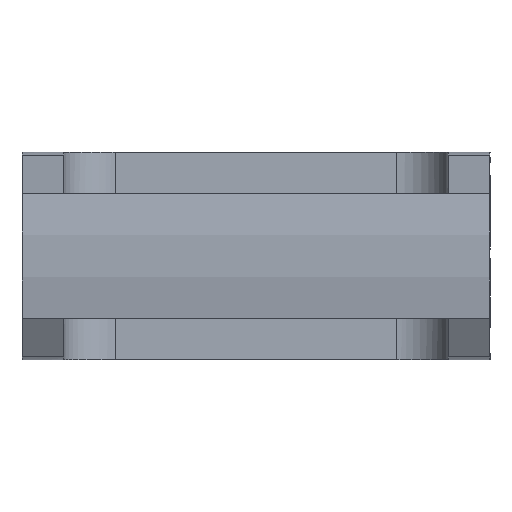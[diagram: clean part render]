
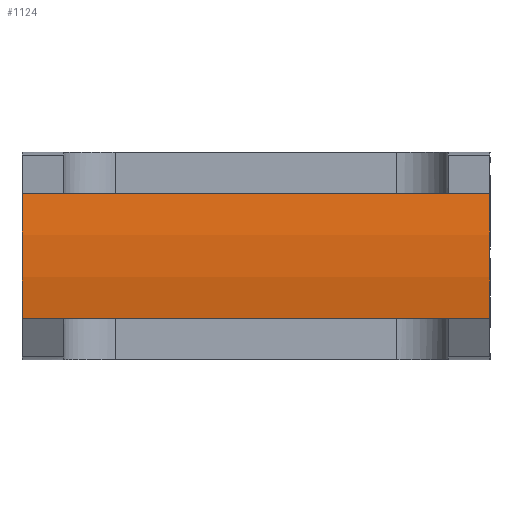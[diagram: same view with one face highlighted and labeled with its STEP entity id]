
A CAD part, front view. The second image highlights one B-rep face of the part: STEP entity #1124.
In plain terms, the highlighted free-form (B-spline) face has degree [2, 1] with [3, 2] control points.
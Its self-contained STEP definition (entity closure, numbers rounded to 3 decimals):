
#846 = VERTEX_POINT('',#847);
#847 = CARTESIAN_POINT('',(46.505,-33.01,6.201)
  );
#852 = EDGE_CURVE('',#846,#853,#855,.T.);
#853 = VERTEX_POINT('',#854);
#854 = CARTESIAN_POINT('',(46.505,-33.01,-6.201
    ));
#855 = ( BOUNDED_CURVE() B_SPLINE_CURVE(2,(#856,#857,#858),
.UNSPECIFIED.,.F.,.F.) B_SPLINE_CURVE_WITH_KNOTS((3,3),(4.527,
4.898),.PIECEWISE_BEZIER_KNOTS.) CURVE() 
GEOMETRIC_REPRESENTATION_ITEM() RATIONAL_B_SPLINE_CURVE((1.,
0.983,1.)) REPRESENTATION_ITEM('') );
#856 = CARTESIAN_POINT('',(46.505,-33.01,6.201)
  );
#857 = CARTESIAN_POINT('',(46.505,-34.174,
    0.));
#858 = CARTESIAN_POINT('',(46.505,-33.01,-6.201
    ));
#945 = VERTEX_POINT('',#946);
#946 = CARTESIAN_POINT('',(0.,-33.01,-6.201));
#951 = EDGE_CURVE('',#952,#945,#954,.T.);
#952 = VERTEX_POINT('',#953);
#953 = CARTESIAN_POINT('',(0.,-33.01,6.201));
#954 = ( BOUNDED_CURVE() B_SPLINE_CURVE(2,(#955,#956,#957),
.UNSPECIFIED.,.F.,.F.) B_SPLINE_CURVE_WITH_KNOTS((3,3),(4.527,
4.898),.PIECEWISE_BEZIER_KNOTS.) CURVE() 
GEOMETRIC_REPRESENTATION_ITEM() RATIONAL_B_SPLINE_CURVE((1.,
0.983,1.)) REPRESENTATION_ITEM('') );
#955 = CARTESIAN_POINT('',(0.,-33.01,6.201));
#956 = CARTESIAN_POINT('',(0.,-34.174,0.));
#957 = CARTESIAN_POINT('',(0.,-33.01,-6.201));
#1106 = EDGE_CURVE('',#846,#952,#1107,.T.);
#1107 = B_SPLINE_CURVE_WITH_KNOTS('',1,(#1108,#1109),.UNSPECIFIED.,.F.,
  .F.,(2,2),(-0.,45.),.PIECEWISE_BEZIER_KNOTS.);
#1108 = CARTESIAN_POINT('',(46.505,-33.01,6.201
    ));
#1109 = CARTESIAN_POINT('',(0.,-33.01,6.201));
#1124 = ADVANCED_FACE('',(#1125),#1135,.T.);
#1125 = FACE_BOUND('',#1126,.T.);
#1126 = EDGE_LOOP('',(#1127,#1128,#1133,#1134));
#1127 = ORIENTED_EDGE('',*,*,#951,.T.);
#1128 = ORIENTED_EDGE('',*,*,#1129,.F.);
#1129 = EDGE_CURVE('',#853,#945,#1130,.T.);
#1130 = B_SPLINE_CURVE_WITH_KNOTS('',1,(#1131,#1132),.UNSPECIFIED.,.F.,
  .F.,(2,2),(-0.,45.),.PIECEWISE_BEZIER_KNOTS.);
#1131 = CARTESIAN_POINT('',(46.505,-33.01,
    -6.201));
#1132 = CARTESIAN_POINT('',(0.,-33.01,-6.201));
#1133 = ORIENTED_EDGE('',*,*,#852,.F.);
#1134 = ORIENTED_EDGE('',*,*,#1106,.T.);
#1135 = ( BOUNDED_SURFACE() B_SPLINE_SURFACE(2,1,(
    (#1136,#1137)
    ,(#1138,#1139)
    ,(#1140,#1141
)),.UNSPECIFIED.,.F.,.F.,.F.) B_SPLINE_SURFACE_WITH_KNOTS((3,3),(2,2),(
    4.527,4.898),(0.,45.),.PIECEWISE_BEZIER_KNOTS.) 
GEOMETRIC_REPRESENTATION_ITEM() RATIONAL_B_SPLINE_SURFACE((
    (1.,1.)
    ,(0.983,0.983)
,(1.,1.))) REPRESENTATION_ITEM('') SURFACE() );
#1136 = CARTESIAN_POINT('',(46.505,-33.01,
    -6.201));
#1137 = CARTESIAN_POINT('',(0.,-33.01,-6.201));
#1138 = CARTESIAN_POINT('',(46.505,-34.174,
    0.));
#1139 = CARTESIAN_POINT('',(0.,-34.174,0.));
#1140 = CARTESIAN_POINT('',(46.505,-33.01,6.201
    ));
#1141 = CARTESIAN_POINT('',(0.,-33.01,6.201));
